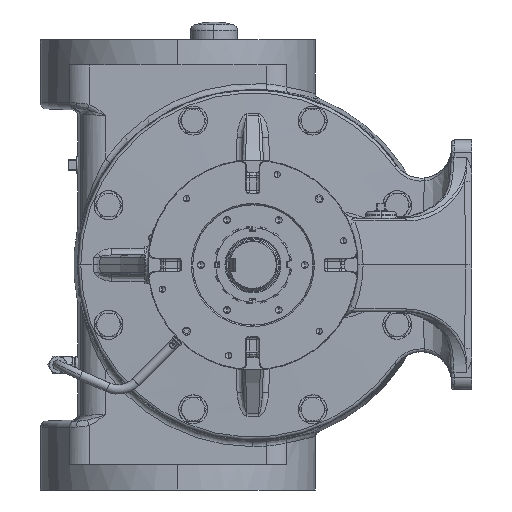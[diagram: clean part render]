
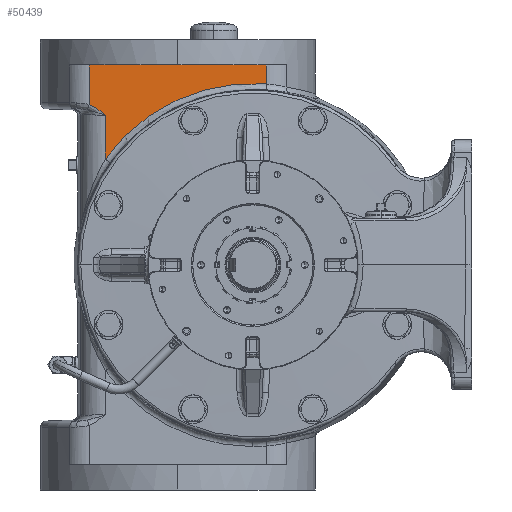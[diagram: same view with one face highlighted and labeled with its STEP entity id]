
A CAD part, left-side view. The second image highlights one B-rep face of the part: STEP entity #50439.
In plain terms, the highlighted planar face has unit normal (-1, 0, 0).
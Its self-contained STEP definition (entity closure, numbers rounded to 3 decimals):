
#5286 = CARTESIAN_POINT ( 'NONE',  ( 0.865, 6.154, 6.191 ) ) ;
#5381 = DIRECTION ( 'NONE',  ( 0., -1., 0. ) ) ;
#14729 = VERTEX_POINT ( 'NONE', #166102 ) ;
#15036 = DIRECTION ( 'NONE',  ( 1., 0., 0. ) ) ;
#19000 = VERTEX_POINT ( 'NONE', #48655 ) ;
#20703 = CARTESIAN_POINT ( 'NONE',  ( 0.865, 6.543, 8.74 ) ) ;
#22352 = EDGE_CURVE ( 'NONE', #147969, #19000, #110174, .T. ) ;
#22684 = CARTESIAN_POINT ( 'NONE',  ( 0.865, 6.002, 6.073 ) ) ;
#23819 = CARTESIAN_POINT ( 'NONE',  ( 0.865, 6.103, 6.153 ) ) ;
#25945 = AXIS2_PLACEMENT_3D ( 'NONE', #140183, #15036, #107721 ) ;
#26371 = DIRECTION ( 'NONE',  ( 0., 0., -1. ) ) ;
#31970 = ORIENTED_EDGE ( 'NONE', *, *, #208721, .T. ) ;
#32754 = ORIENTED_EDGE ( 'NONE', *, *, #70429, .T. ) ;
#46010 = CARTESIAN_POINT ( 'NONE',  ( 0.865, 5.902, 8.362 ) ) ;
#48655 = CARTESIAN_POINT ( 'NONE',  ( 0.865, -0.543, 7.243 ) ) ;
#49540 = VERTEX_POINT ( 'NONE', #58937 ) ;
#50264 = ORIENTED_EDGE ( 'NONE', *, *, #205247, .T. ) ;
#50439 = ADVANCED_FACE ( 'Defeatured_0_3499', ( #104270 ), #214290, .F. ) ;
#56754 = VECTOR ( 'NONE', #5381, 39.37 ) ;
#58937 = CARTESIAN_POINT ( 'NONE',  ( 0.865, 5.902, 5.991 ) ) ;
#63180 = CARTESIAN_POINT ( 'NONE',  ( 0.865, 6.313, 6.299 ) ) ;
#65724 = LINE ( 'NONE', #46010, #168852 ) ;
#70229 = EDGE_LOOP ( 'NONE', ( #222462, #31970, #32754, #50264, #190133, #207286 ) ) ;
#70429 = EDGE_CURVE ( 'NONE', #14729, #49540, #163543, .T. ) ;
#74661 = VECTOR ( 'NONE', #198366, 39.37 ) ;
#75979 = CARTESIAN_POINT ( 'NONE',  ( 0.865, 5.915, 6.001 ) ) ;
#77122 = CARTESIAN_POINT ( 'NONE',  ( 0.865, 5.946, 6.027 ) ) ;
#81114 = EDGE_CURVE ( 'NONE', #139578, #19000, #149628, .T. ) ;
#91627 = AXIS2_PLACEMENT_3D ( 'NONE', #202106, #149931, #185854 ) ;
#92591 = DIRECTION ( 'NONE',  ( 0., 0., -1. ) ) ;
#93380 = CARTESIAN_POINT ( 'NONE',  ( 0.865, 5.927, 6.011 ) ) ;
#94510 = CARTESIAN_POINT ( 'NONE',  ( 0.865, 5.965, 6.042 ) ) ;
#95648 = VERTEX_POINT ( 'NONE', #118775 ) ;
#104270 = FACE_OUTER_BOUND ( 'NONE', #70229, .T. ) ;
#107721 = DIRECTION ( 'NONE',  ( 0., 0., -1. ) ) ;
#110174 = CIRCLE ( 'NONE', #91627, 7.263 ) ;
#118775 = CARTESIAN_POINT ( 'NONE',  ( 0.865, 6.543, 8. ) ) ;
#139578 = VERTEX_POINT ( 'NONE', #220984 ) ;
#140183 = CARTESIAN_POINT ( 'NONE',  ( 0.865, 5.902, 8.362 ) ) ;
#145079 = CARTESIAN_POINT ( 'NONE',  ( 0.865, -0.543, 8.74 ) ) ;
#146667 = CARTESIAN_POINT ( 'NONE',  ( 0.865, 5.909, 5.996 ) ) ;
#147969 = VERTEX_POINT ( 'NONE', #196637 ) ;
#149628 = LINE ( 'NONE', #145079, #74661 ) ;
#149931 = DIRECTION ( 'NONE',  ( 1., 0., 0. ) ) ;
#151219 = CARTESIAN_POINT ( 'NONE',  ( 0.865, 6.482, 6.39 ) ) ;
#163543 = B_SPLINE_CURVE_WITH_KNOTS ( 'NONE', 3,
 ( #182556, #151219, #221958, #63180, #198825, #5286, #23819, #181435, #22684, #94510, #77122, #93380, #75979, #146667, #217359 ),
 .UNSPECIFIED., .F., .F.,
 ( 4, 2, 2, 2, 2, 1, 2, 4 ),
 ( 0., 0.005, 0.01, 0.015, 0.017, 0.018, 0.019, 0.019 ),
 .UNSPECIFIED. ) ;
#166102 = CARTESIAN_POINT ( 'NONE',  ( 0.865, 6.543, 6.413 ) ) ;
#168852 = VECTOR ( 'NONE', #26371, 39.37 ) ;
#169537 = VECTOR ( 'NONE', #92591, 39.37 ) ;
#181435 = CARTESIAN_POINT ( 'NONE',  ( 0.865, 6.027, 6.093 ) ) ;
#181530 = CARTESIAN_POINT ( 'NONE',  ( 0.865, 5.902, 8. ) ) ;
#182556 = CARTESIAN_POINT ( 'NONE',  ( 0.865, 6.543, 6.413 ) ) ;
#185854 = DIRECTION ( 'NONE',  ( 0., 0., -1. ) ) ;
#190133 = ORIENTED_EDGE ( 'NONE', *, *, #22352, .T. ) ;
#196637 = CARTESIAN_POINT ( 'NONE',  ( 0.865, 5.902, 4.233 ) ) ;
#198366 = DIRECTION ( 'NONE',  ( 0., 0., -1. ) ) ;
#198825 = CARTESIAN_POINT ( 'NONE',  ( 0.865, 6.259, 6.265 ) ) ;
#198921 = LINE ( 'NONE', #181530, #56754 ) ;
#200381 = EDGE_CURVE ( 'NONE', #95648, #139578, #198921, .T. ) ;
#202106 = CARTESIAN_POINT ( 'NONE',  ( 0.865, 0., 0. ) ) ;
#205247 = EDGE_CURVE ( 'NONE', #49540, #147969, #65724, .T. ) ;
#207286 = ORIENTED_EDGE ( 'NONE', *, *, #81114, .F. ) ;
#208721 = EDGE_CURVE ( 'NONE', #95648, #14729, #218842, .T. ) ;
#214290 = PLANE ( 'NONE',  #25945 ) ;
#217359 = CARTESIAN_POINT ( 'NONE',  ( 0.865, 5.902, 5.991 ) ) ;
#218842 = LINE ( 'NONE', #20703, #169537 ) ;
#220984 = CARTESIAN_POINT ( 'NONE',  ( 0.865, -0.543, 8. ) ) ;
#221958 = CARTESIAN_POINT ( 'NONE',  ( 0.865, 6.424, 6.361 ) ) ;
#222462 = ORIENTED_EDGE ( 'NONE', *, *, #200381, .F. ) ;
